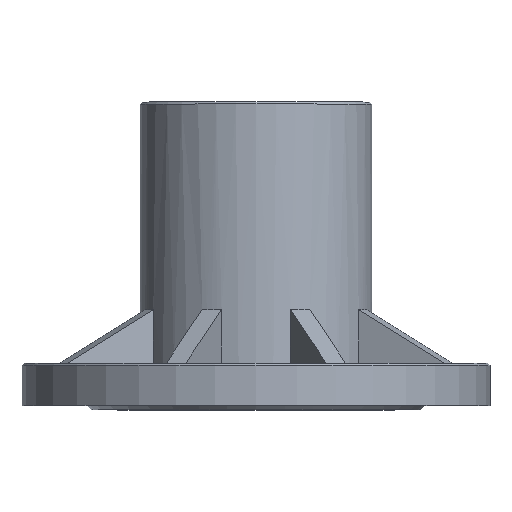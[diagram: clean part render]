
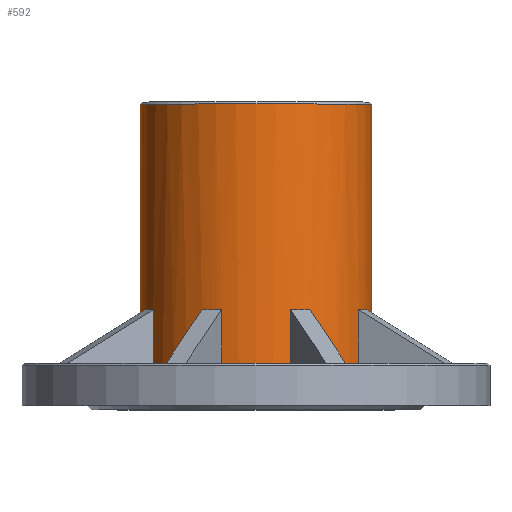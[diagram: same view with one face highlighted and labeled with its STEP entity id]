
A CAD part, top view. The second image highlights one B-rep face of the part: STEP entity #592.
In plain terms, the highlighted cylindrical face has radius 55 mm (diameter 110 mm), a partial arc.
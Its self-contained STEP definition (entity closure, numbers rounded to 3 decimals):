
#362 = EDGE_CURVE( '', #918, #594, #1040, .T. );
#364 = EDGE_CURVE( '', #640, #844, #1042, .T. );
#366 = VERTEX_POINT( '', #1044 );
#410 = VERTEX_POINT( '', #1092 );
#462 = EDGE_CURVE( '', #918, #470, #1149, .T. );
#470 = VERTEX_POINT( '', #1158 );
#486 = VERTEX_POINT( '', #1178 );
#516 = VERTEX_POINT( '', #1211 );
#538 = EDGE_CURVE( '', #816, #486, #1235, .T. );
#544 = EDGE_CURVE( '', #594, #640, #1243, .T. );
#548 = EDGE_CURVE( '', #1012, #696, #1247, .T. );
#592 = ADVANCED_FACE( '', ( #1296 ), #1297, .T. );
#594 = VERTEX_POINT( '', #1299 );
#596 = VERTEX_POINT( '', #1301 );
#632 = EDGE_CURVE( '', #836, #596, #1351, .T. );
#640 = VERTEX_POINT( '', #1359 );
#656 = EDGE_CURVE( '', #682, #470, #1377, .T. );
#670 = VERTEX_POINT( '', #1391 );
#682 = VERTEX_POINT( '', #1403 );
#696 = VERTEX_POINT( '', #1417 );
#710 = EDGE_CURVE( '', #958, #486, #1432, .T. );
#736 = EDGE_CURVE( '', #942, #750, #1461, .T. );
#750 = VERTEX_POINT( '', #1476 );
#766 = EDGE_CURVE( '', #942, #844, #1494, .T. );
#776 = EDGE_CURVE( '', #1012, #1002, #1506, .T. );
#802 = EDGE_CURVE( '', #836, #366, #1533, .T. );
#816 = VERTEX_POINT( '', #1551 );
#836 = VERTEX_POINT( '', #1571 );
#844 = VERTEX_POINT( '', #1579 );
#846 = EDGE_CURVE( '', #816, #696, #1581, .T. );
#854 = EDGE_CURVE( '', #958, #670, #1589, .T. );
#862 = EDGE_CURVE( '', #366, #410, #1597, .T. );
#870 = EDGE_CURVE( '', #670, #682, #1605, .T. );
#874 = EDGE_CURVE( '', #410, #1002, #1609, .T. );
#900 = EDGE_CURVE( '', #750, #516, #1636, .T. );
#918 = VERTEX_POINT( '', #1656 );
#942 = VERTEX_POINT( '', #1682 );
#958 = VERTEX_POINT( '', #1709 );
#974 = EDGE_CURVE( '', #516, #596, #1726, .T. );
#1002 = VERTEX_POINT( '', #1759 );
#1012 = VERTEX_POINT( '', #1770 );
#1040 = LINE( '', #1790, #1791 );
#1042 = LINE( '', #1794, #1795 );
#1044 = CARTESIAN_POINT( '', ( 48.69, 47.554, 25.58 ) );
#1092 = CARTESIAN_POINT( '', ( 52.516, 47.554, 16.341 ) );
#1149 = CIRCLE( '', #1943, 55. );
#1158 = CARTESIAN_POINT( '', ( -48.69, 22., 25.58 ) );
#1178 = CARTESIAN_POINT( '', ( -55., 22., 0. ) );
#1211 = CARTESIAN_POINT( '', ( 25.58, 47.554, 48.69 ) );
#1235 = LINE( '', #2058, #2059 );
#1243 = ELLIPSE( '', #2070, 63.52, 55. );
#1247 = LINE( '', #2077, #2078 );
#1296 = FACE_OUTER_BOUND( '', #2144, .T. );
#1297 = CYLINDRICAL_SURFACE( '', #2145, 55. );
#1299 = CARTESIAN_POINT( '', ( -25.58, 47.554, 48.69 ) );
#1301 = CARTESIAN_POINT( '', ( 25.58, 22., 48.69 ) );
#1351 = CIRCLE( '', #2210, 55. );
#1359 = CARTESIAN_POINT( '', ( -16.341, 47.554, 52.516 ) );
#1377 = LINE( '', #2244, #2245 );
#1391 = CARTESIAN_POINT( '', ( -52.516, 47.554, 16.341 ) );
#1403 = CARTESIAN_POINT( '', ( -48.69, 47.554, 25.58 ) );
#1417 = CARTESIAN_POINT( '', ( 55., 145., 0. ) );
#1432 = CIRCLE( '', #2323, 55. );
#1461 = LINE( '', #2360, #2361 );
#1476 = CARTESIAN_POINT( '', ( 16.341, 47.554, 52.516 ) );
#1494 = CIRCLE( '', #2403, 55. );
#1506 = CIRCLE( '', #2419, 55. );
#1533 = LINE( '', #2456, #2457 );
#1551 = CARTESIAN_POINT( '', ( -55., 145., 0. ) );
#1571 = CARTESIAN_POINT( '', ( 48.69, 22., 25.58 ) );
#1579 = CARTESIAN_POINT( '', ( -16.341, 22., 52.516 ) );
#1581 = CIRCLE( '', #2513, 55. );
#1589 = LINE( '', #2525, #2526 );
#1597 = ELLIPSE( '', #2538, 63.52, 55. );
#1605 = ELLIPSE( '', #2547, 63.52, 55. );
#1609 = LINE( '', #2553, #2554 );
#1636 = ELLIPSE( '', #2593, 63.52, 55. );
#1656 = CARTESIAN_POINT( '', ( -25.58, 22., 48.69 ) );
#1682 = CARTESIAN_POINT( '', ( 16.341, 22., 52.516 ) );
#1709 = CARTESIAN_POINT( '', ( -52.516, 22., 16.341 ) );
#1726 = LINE( '', #2713, #2714 );
#1759 = CARTESIAN_POINT( '', ( 52.516, 22., 16.341 ) );
#1770 = CARTESIAN_POINT( '', ( 55., 22., 0. ) );
#1790 = CARTESIAN_POINT( '', ( -25.58, 35., 48.69 ) );
#1791 = VECTOR( '', #2787, 1. );
#1794 = CARTESIAN_POINT( '', ( -16.341, 35., 52.516 ) );
#1795 = VECTOR( '', #2788, 1. );
#1943 = AXIS2_PLACEMENT_3D( '', #2909, #2910, #2911 );
#2058 = CARTESIAN_POINT( '', ( -55., 83.5, 0. ) );
#2059 = VECTOR( '', #3013, 1. );
#2070 = AXIS2_PLACEMENT_3D( '', #3023, #3024, #3025 );
#2077 = CARTESIAN_POINT( '', ( 55., 83.5, 0. ) );
#2078 = VECTOR( '', #3027, 1. );
#2144 = EDGE_LOOP( '', ( #3094, #3095, #3096, #3097, #3098, #3099, #3100, #3101, #3102, #3103, #3104, #3105, #3106, #3107, #3108, #3109, #3110, #3111, #3112, #3113 ) );
#2145 = AXIS2_PLACEMENT_3D( '', #3114, #3115, #3116 );
#2210 = AXIS2_PLACEMENT_3D( '', #3219, #3220, #3221 );
#2244 = CARTESIAN_POINT( '', ( -48.69, 35., 25.58 ) );
#2245 = VECTOR( '', #3265, 1. );
#2323 = AXIS2_PLACEMENT_3D( '', #3314, #3315, #3316 );
#2360 = CARTESIAN_POINT( '', ( 16.341, 35., 52.516 ) );
#2361 = VECTOR( '', #3346, 1. );
#2403 = AXIS2_PLACEMENT_3D( '', #3379, #3380, #3381 );
#2419 = AXIS2_PLACEMENT_3D( '', #3394, #3395, #3396 );
#2456 = CARTESIAN_POINT( '', ( 48.69, 35., 25.58 ) );
#2457 = VECTOR( '', #3422, 1. );
#2513 = AXIS2_PLACEMENT_3D( '', #3452, #3453, #3454 );
#2525 = CARTESIAN_POINT( '', ( -52.516, 35., 16.341 ) );
#2526 = VECTOR( '', #3459, 1. );
#2538 = AXIS2_PLACEMENT_3D( '', #3464, #3465, #3466 );
#2547 = AXIS2_PLACEMENT_3D( '', #3467, #3468, #3469 );
#2553 = CARTESIAN_POINT( '', ( 52.516, 35., 16.341 ) );
#2554 = VECTOR( '', #3473, 1. );
#2593 = AXIS2_PLACEMENT_3D( '', #3495, #3496, #3497 );
#2713 = CARTESIAN_POINT( '', ( 25.58, 35., 48.69 ) );
#2714 = VECTOR( '', #3589, 1. );
#2787 = DIRECTION( '', ( 0., 1., 0. ) );
#2788 = DIRECTION( '', ( 0., -1., 0. ) );
#2909 = CARTESIAN_POINT( '', ( 0., 22., 0. ) );
#2910 = DIRECTION( '', ( 0., -1., 0. ) );
#2911 = DIRECTION( '', ( 1., 0., 0. ) );
#3013 = DIRECTION( '', ( 0., -1., 0. ) );
#3023 = CARTESIAN_POINT( '', ( 0., 79.2, 0. ) );
#3024 = DIRECTION( '', ( -0.191, 0.866, 0.462 ) );
#3025 = DIRECTION( '', ( 0.331, 0.5, -0.8 ) );
#3027 = DIRECTION( '', ( 0., 1., 0. ) );
#3094 = ORIENTED_EDGE( '', *, *, #548, .T. );
#3095 = ORIENTED_EDGE( '', *, *, #846, .F. );
#3096 = ORIENTED_EDGE( '', *, *, #538, .T. );
#3097 = ORIENTED_EDGE( '', *, *, #710, .F. );
#3098 = ORIENTED_EDGE( '', *, *, #854, .T. );
#3099 = ORIENTED_EDGE( '', *, *, #870, .T. );
#3100 = ORIENTED_EDGE( '', *, *, #656, .T. );
#3101 = ORIENTED_EDGE( '', *, *, #462, .F. );
#3102 = ORIENTED_EDGE( '', *, *, #362, .T. );
#3103 = ORIENTED_EDGE( '', *, *, #544, .T. );
#3104 = ORIENTED_EDGE( '', *, *, #364, .T. );
#3105 = ORIENTED_EDGE( '', *, *, #766, .F. );
#3106 = ORIENTED_EDGE( '', *, *, #736, .T. );
#3107 = ORIENTED_EDGE( '', *, *, #900, .T. );
#3108 = ORIENTED_EDGE( '', *, *, #974, .T. );
#3109 = ORIENTED_EDGE( '', *, *, #632, .F. );
#3110 = ORIENTED_EDGE( '', *, *, #802, .T. );
#3111 = ORIENTED_EDGE( '', *, *, #862, .T. );
#3112 = ORIENTED_EDGE( '', *, *, #874, .T. );
#3113 = ORIENTED_EDGE( '', *, *, #776, .F. );
#3114 = CARTESIAN_POINT( '', ( 0., 83.5, 0. ) );
#3115 = DIRECTION( '', ( 0., -1., 0. ) );
#3116 = DIRECTION( '', ( 1., 0., 0. ) );
#3219 = CARTESIAN_POINT( '', ( 0., 22., 0. ) );
#3220 = DIRECTION( '', ( 0., -1., 0. ) );
#3221 = DIRECTION( '', ( 1., 0., 0. ) );
#3265 = DIRECTION( '', ( 0., -1., 0. ) );
#3314 = CARTESIAN_POINT( '', ( 0., 22., 0. ) );
#3315 = DIRECTION( '', ( 0., -1., 0. ) );
#3316 = DIRECTION( '', ( 1., 0., 0. ) );
#3346 = DIRECTION( '', ( 0., 1., 0. ) );
#3379 = CARTESIAN_POINT( '', ( 0., 22., 0. ) );
#3380 = DIRECTION( '', ( 0., -1., 0. ) );
#3381 = DIRECTION( '', ( 1., 0., 0. ) );
#3394 = CARTESIAN_POINT( '', ( 0., 22., 0. ) );
#3395 = DIRECTION( '', ( 0., -1., 0. ) );
#3396 = DIRECTION( '', ( 1., 0., 0. ) );
#3422 = DIRECTION( '', ( 0., 1., 0. ) );
#3452 = CARTESIAN_POINT( '', ( 0., 145., 0. ) );
#3453 = DIRECTION( '', ( 0., 1., 0. ) );
#3454 = DIRECTION( '', ( 1., 0., 0. ) );
#3459 = DIRECTION( '', ( 0., 1., 0. ) );
#3464 = CARTESIAN_POINT( '', ( 0., 79.2, 0. ) );
#3465 = DIRECTION( '', ( 0.462, 0.866, 0.191 ) );
#3466 = DIRECTION( '', ( 0.8, -0.5, 0.331 ) );
#3467 = CARTESIAN_POINT( '', ( 0., 79.2, 0. ) );
#3468 = DIRECTION( '', ( -0.462, 0.866, 0.191 ) );
#3469 = DIRECTION( '', ( 0.8, 0.5, -0.331 ) );
#3473 = DIRECTION( '', ( 0., -1., 0. ) );
#3495 = CARTESIAN_POINT( '', ( 0., 79.2, 0. ) );
#3496 = DIRECTION( '', ( 0.191, 0.866, 0.462 ) );
#3497 = DIRECTION( '', ( 0.331, -0.5, 0.8 ) );
#3589 = DIRECTION( '', ( 0., -1., 0. ) );
